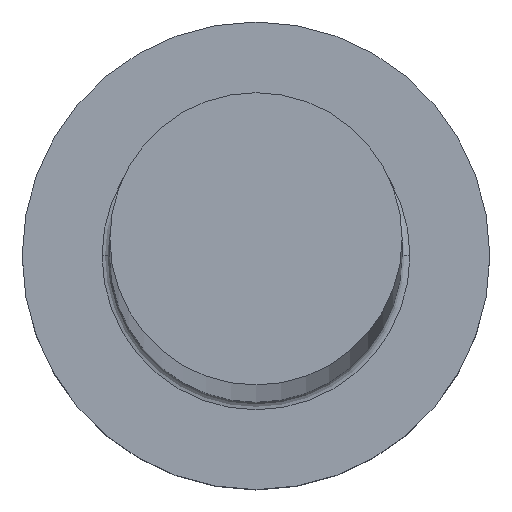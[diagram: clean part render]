
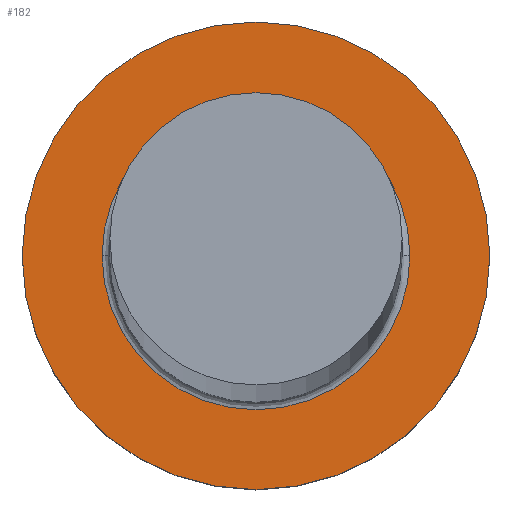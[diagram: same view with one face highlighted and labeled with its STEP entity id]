
A CAD part, top view. The second image highlights one B-rep face of the part: STEP entity #182.
In plain terms, the highlighted planar face has unit normal (0, 0, 1).
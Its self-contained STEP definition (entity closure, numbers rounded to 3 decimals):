
#4 = VERTEX_POINT ( 'NONE', #185 ) ;
#5 = PLANE ( 'NONE',  #23 ) ;
#23 = AXIS2_PLACEMENT_3D ( 'NONE', #193, #194, #74 ) ;
#35 = CIRCLE ( 'NONE', #96, 6. ) ;
#74 = DIRECTION ( 'NONE',  ( 1., 0., 0. ) ) ;
#79 = CARTESIAN_POINT ( 'NONE',  ( -6., 0., 5. ) ) ;
#84 = DIRECTION ( 'NONE',  ( 1., 0., 0. ) ) ;
#89 = EDGE_LOOP ( 'NONE', ( #131, #261 ) ) ;
#96 = AXIS2_PLACEMENT_3D ( 'NONE', #266, #104, #221 ) ;
#98 = FACE_OUTER_BOUND ( 'NONE', #89, .T. ) ;
#103 = EDGE_CURVE ( 'NONE', #4, #188, #35, .T. ) ;
#104 = DIRECTION ( 'NONE',  ( 0., 0., 1. ) ) ;
#118 = VERTEX_POINT ( 'NONE', #175 ) ;
#127 = DIRECTION ( 'NONE',  ( 0., 0., 1. ) ) ;
#130 = CARTESIAN_POINT ( 'NONE',  ( 0., 0., 5. ) ) ;
#131 = ORIENTED_EDGE ( 'NONE', *, *, #248, .T. ) ;
#137 = AXIS2_PLACEMENT_3D ( 'NONE', #130, #127, #148 ) ;
#140 = CIRCLE ( 'NONE', #137, 6. ) ;
#146 = VERTEX_POINT ( 'NONE', #247 ) ;
#148 = DIRECTION ( 'NONE',  ( 1., 0., 0. ) ) ;
#175 = CARTESIAN_POINT ( 'NONE',  ( -3.95, 0., 5. ) ) ;
#177 = CARTESIAN_POINT ( 'NONE',  ( 0., 0., 5. ) ) ;
#182 = ADVANCED_FACE ( 'NONE', ( #224, #98 ), #5, .T. ) ;
#185 = CARTESIAN_POINT ( 'NONE',  ( 6., 0., 5. ) ) ;
#188 = VERTEX_POINT ( 'NONE', #79 ) ;
#189 = EDGE_LOOP ( 'NONE', ( #232, #277 ) ) ;
#193 = CARTESIAN_POINT ( 'NONE',  ( 0., 0., 5. ) ) ;
#194 = DIRECTION ( 'NONE',  ( 0., 0., 1. ) ) ;
#197 = CARTESIAN_POINT ( 'NONE',  ( 0., 0., 5. ) ) ;
#206 = EDGE_CURVE ( 'NONE', #146, #118, #286, .T. ) ;
#221 = DIRECTION ( 'NONE',  ( 1., 0., 0. ) ) ;
#224 = FACE_BOUND ( 'NONE', #189, .T. ) ;
#228 = CIRCLE ( 'NONE', #231, 3.95 ) ;
#231 = AXIS2_PLACEMENT_3D ( 'NONE', #177, #252, #84 ) ;
#232 = ORIENTED_EDGE ( 'NONE', *, *, #206, .T. ) ;
#246 = DIRECTION ( 'NONE',  ( 1., 0., 0. ) ) ;
#247 = CARTESIAN_POINT ( 'NONE',  ( 3.95, 0., 5. ) ) ;
#248 = EDGE_CURVE ( 'NONE', #188, #4, #140, .T. ) ;
#252 = DIRECTION ( 'NONE',  ( 0., 0., -1. ) ) ;
#256 = AXIS2_PLACEMENT_3D ( 'NONE', #197, #265, #246 ) ;
#261 = ORIENTED_EDGE ( 'NONE', *, *, #103, .T. ) ;
#265 = DIRECTION ( 'NONE',  ( 0., 0., -1. ) ) ;
#266 = CARTESIAN_POINT ( 'NONE',  ( 0., 0., 5. ) ) ;
#277 = ORIENTED_EDGE ( 'NONE', *, *, #306, .T. ) ;
#286 = CIRCLE ( 'NONE', #256, 3.95 ) ;
#306 = EDGE_CURVE ( 'NONE', #118, #146, #228, .T. ) ;
